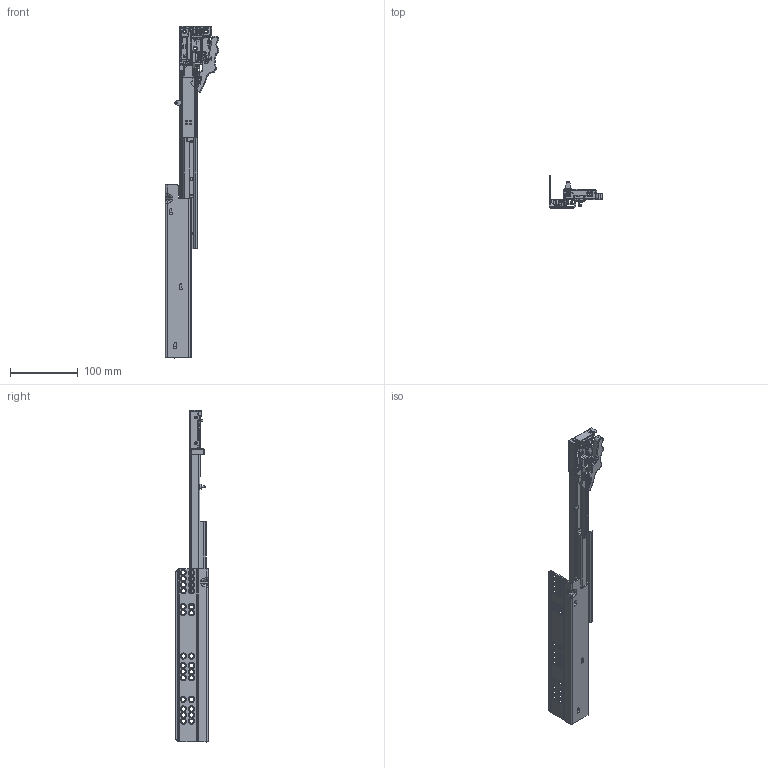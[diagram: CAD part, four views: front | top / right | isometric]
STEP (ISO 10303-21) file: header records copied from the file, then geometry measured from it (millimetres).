
FILE_DESCRIPTION (( 'STEP AP214' ), '1' );
FILE_NAME ('FR_3002.0300mm_12inch_open_left.STEP', '2022-11-02T06:51:58', ( '' ), ( '' ), 'SwSTEP 2.0', 'SolidWorks 2020', '' );
FILE_SCHEMA (( 'AUTOMOTIVE_DESIGN' ));
Length unit declared in the file: millimetre
Products named in the file (29): 3002.XXX-03.C047_NL  300; 3002.300-01.C047; FR 3XXX.XXX-04; FR 3XXX ECD DAMPER CYLINDER; 3002.300-02.C047; FR 3XXX THUMBWHEEL; FR 3XXX ECD HOUSING LEFT; FR 3XXX LOCKING HANDLE LEFT; FR 3XXX L_R ADJUSTMENT THREAD; FR 3XXX HOUSING SCREW; 3002.XXX-02.C047_NL  300; FR 3XXX CLOSE ADJUSTMENT LEFT; FR_3002.0300mm_12inch_open_left; FR 3XXX LOCATING BLOCK LEFT; FR 3XXX METAL PLATE LEFT; FR 3XXX HANDLE SCREW; FR 3XXX ECD LATCH LEFT; FR 3XXX SLIDER LEFT; FR 3XXX ECD LATCH PIVOT LEFT; 3002.300-03.C047; FR 3XXX PLASTIC HOUSING LEFT; FR 3XXX ECD PIN; FR 3XXX ECD LEFT_ECD LEFT OPEN; FR 3XXX ECD LONG SPRING; FR 3XXX ECD SHORT SPRING LEFT; FR 3XXX HOOK; FR 3XXX END CAP; 3002.XXX-01.C047_NL  300 OPEN; FR 3XXX ECD DAMPER ROD
Assembly tree (31 placements, depth 4):
  FR_3002.0300mm_12inch_open_left
    3002.XXX-01.C047_NL  300 OPEN
      3002.300-01.C047
      FR 3XXX ECD LEFT_ECD LEFT OPEN
        FR 3XXX ECD HOUSING LEFT
        FR 3XXX ECD SHORT SPRING LEFT
        FR 3XXX ECD LONG SPRING
        FR 3XXX ECD DAMPER CYLINDER
        FR 3XXX ECD DAMPER ROD
        FR 3XXX ECD LATCH PIVOT LEFT
        FR 3XXX ECD LATCH LEFT
    3002.XXX-02.C047_NL  300
      3002.300-02.C047
    3002.XXX-03.C047_NL  300
      FR 3XXX END CAP
      FR 3XXX HOOK
      FR 3XXX ECD PIN
      3002.300-03.C047
    FR 3XXX.XXX-04
      FR 3XXX METAL PLATE LEFT
      FR 3XXX PLASTIC HOUSING LEFT
      FR 3XXX SLIDER LEFT
      FR 3XXX L_R ADJUSTMENT THREAD
      FR 3XXX HANDLE SCREW
      FR 3XXX CLOSE ADJUSTMENT LEFT
      FR 3XXX LOCATING BLOCK LEFT
      FR 3XXX LOCKING HANDLE LEFT
      FR 3XXX THUMBWHEEL  x2
      FR 3XXX HOUSING SCREW  x3
Bounding box: 79.06 x 47.5 x 489.45 mm (x, y, z)
Volume: 116396.5 mm3; surface area: 158312.9 mm2
Topology: 26 solids, 26 shells, 4471 faces, 11284 edges, 6711 vertices
Faces by surface type: cylinder 1667, plane 1448, torus 800, bspline 220, cone 180, sphere 156
Entity records: 133068 total; most frequent: CARTESIAN_POINT 35122, DIRECTION 20998, ORIENTED_EDGE 20252, EDGE_CURVE 10126, AXIS2_PLACEMENT_3D 7832, VERTEX_POINT 6144, VECTOR 5334, LINE 5334
